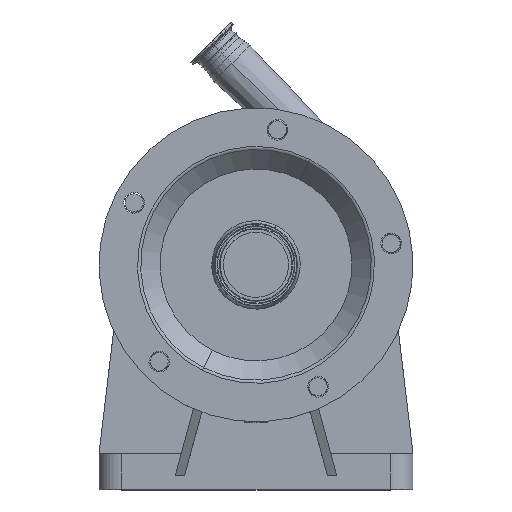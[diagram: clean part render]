
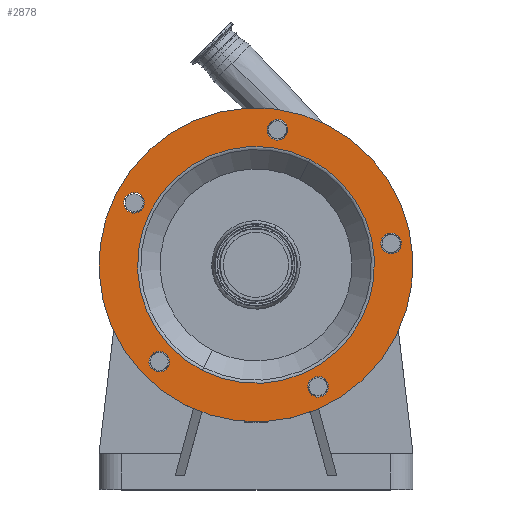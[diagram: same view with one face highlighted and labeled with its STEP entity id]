
A CAD part, top view. The second image highlights one B-rep face of the part: STEP entity #2878.
In plain terms, the highlighted planar face has unit normal (0, 0, 1).
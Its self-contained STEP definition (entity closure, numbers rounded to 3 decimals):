
#115 = ORIENTED_EDGE ( 'NONE', *, *, #1715, .T. ) ;
#144 = ORIENTED_EDGE ( 'NONE', *, *, #8390, .T. ) ;
#253 = EDGE_LOOP ( 'NONE', ( #12396, #12861 ) ) ;
#315 = ORIENTED_EDGE ( 'NONE', *, *, #1497, .F. ) ;
#477 = CARTESIAN_POINT ( 'NONE',  ( 145.402, 13.61, 289.5 ) ) ;
#493 = ORIENTED_EDGE ( 'NONE', *, *, #3664, .F. ) ;
#504 = ORIENTED_EDGE ( 'NONE', *, *, #2822, .F. ) ;
#559 = FACE_BOUND ( 'NONE', #8939, .T. ) ;
#609 = AXIS2_PLACEMENT_3D ( 'NONE', #12637, #6418, #13614 ) ;
#671 = CARTESIAN_POINT ( 'NONE',  ( 150.622, 23.856, 289.5 ) ) ;
#681 = CARTESIAN_POINT ( 'NONE',  ( 64.013, -146.125, 289.5 ) ) ;
#706 = ORIENTED_EDGE ( 'NONE', *, *, #1021, .F. ) ;
#917 = EDGE_CURVE ( 'NONE', #2858, #6846, #9926, .T. ) ;
#993 = PLANE ( 'NONE',  #10425 ) ;
#1021 = EDGE_CURVE ( 'NONE', #8623, #2781, #13898, .T. ) ;
#1072 = DIRECTION ( 'NONE',  ( -0.454, -0.891, 0. ) ) ;
#1116 = EDGE_CURVE ( 'NONE', #8106, #9323, #4831, .T. ) ;
#1125 = AXIS2_PLACEMENT_3D ( 'NONE', #3377, #11248, #4679 ) ;
#1228 = EDGE_CURVE ( 'NONE', #5314, #2183, #12358, .T. ) ;
#1236 = CIRCLE ( 'NONE', #1125, 175. ) ;
#1314 = EDGE_CURVE ( 'NONE', #5514, #5297, #2814, .T. ) ;
#1497 = EDGE_CURVE ( 'NONE', #13366, #10929, #4637, .T. ) ;
#1563 = VERTEX_POINT ( 'NONE', #10119 ) ;
#1715 = EDGE_CURVE ( 'NONE', #1563, #9198, #2207, .T. ) ;
#1827 = CARTESIAN_POINT ( 'NONE',  ( 0., 0., 289.5 ) ) ;
#1879 = AXIS2_PLACEMENT_3D ( 'NONE', #5788, #13089, #6912 ) ;
#1889 = CARTESIAN_POINT ( 'NONE',  ( -135.878, 69.234, 289.5 ) ) ;
#2183 = VERTEX_POINT ( 'NONE', #10422 ) ;
#2188 = DIRECTION ( 'NONE',  ( 0., 0., 1. ) ) ;
#2207 = CIRCLE ( 'NONE', #2673, 132.071 ) ;
#2264 = CIRCLE ( 'NONE', #4545, 11.5 ) ;
#2450 = AXIS2_PLACEMENT_3D ( 'NONE', #1889, #10075, #3146 ) ;
#2604 = CARTESIAN_POINT ( 'NONE',  ( 59.959, 117.676, 289.5 ) ) ;
#2632 = DIRECTION ( 'NONE',  ( 0., 0., 1. ) ) ;
#2673 = AXIS2_PLACEMENT_3D ( 'NONE', #14227, #8194, #1072 ) ;
#2781 = VERTEX_POINT ( 'NONE', #5627 ) ;
#2814 = CIRCLE ( 'NONE', #609, 11.5 ) ;
#2822 = EDGE_CURVE ( 'NONE', #2781, #8623, #8354, .T. ) ;
#2858 = VERTEX_POINT ( 'NONE', #5896 ) ;
#2878 = ADVANCED_FACE ( 'NONE', ( #7301, #12469, #3762, #559, #12184, #9536, #6632 ), #993, .F. ) ;
#2901 = CARTESIAN_POINT ( 'NONE',  ( 0., 0., 289.5 ) ) ;
#2986 = CARTESIAN_POINT ( 'NONE',  ( 23.856, 150.622, 289.5 ) ) ;
#3055 = EDGE_LOOP ( 'NONE', ( #504, #706 ) ) ;
#3080 = DIRECTION ( 'NONE',  ( -0.454, -0.891, 0. ) ) ;
#3146 = DIRECTION ( 'NONE',  ( 0.454, 0.891, 0. ) ) ;
#3377 = CARTESIAN_POINT ( 'NONE',  ( 0., 0., 289.5 ) ) ;
#3664 = EDGE_CURVE ( 'NONE', #10929, #13366, #1236, .T. ) ;
#3762 = FACE_BOUND ( 'NONE', #8999, .T. ) ;
#3783 = CARTESIAN_POINT ( 'NONE',  ( 18.635, 140.376, 289.5 ) ) ;
#3919 = DIRECTION ( 'NONE',  ( 0., 0., 1. ) ) ;
#4192 = DIRECTION ( 'NONE',  ( -0.454, -0.891, 0. ) ) ;
#4279 = DIRECTION ( 'NONE',  ( 0.454, 0.891, 0. ) ) ;
#4346 = CARTESIAN_POINT ( 'NONE',  ( 29.077, 160.869, 289.5 ) ) ;
#4545 = AXIS2_PLACEMENT_3D ( 'NONE', #4851, #12332, #6065 ) ;
#4564 = EDGE_CURVE ( 'NONE', #9323, #8106, #9462, .T. ) ;
#4637 = CIRCLE ( 'NONE', #7792, 175. ) ;
#4679 = DIRECTION ( 'NONE',  ( -0.454, -0.891, 0. ) ) ;
#4831 = CIRCLE ( 'NONE', #7316, 11.5 ) ;
#4851 = CARTESIAN_POINT ( 'NONE',  ( 69.234, -135.878, 289.5 ) ) ;
#5297 = VERTEX_POINT ( 'NONE', #11820 ) ;
#5314 = VERTEX_POINT ( 'NONE', #477 ) ;
#5362 = EDGE_CURVE ( 'NONE', #2183, #5314, #9593, .T. ) ;
#5427 = CIRCLE ( 'NONE', #10924, 11.5 ) ;
#5514 = VERTEX_POINT ( 'NONE', #681 ) ;
#5606 = CARTESIAN_POINT ( 'NONE',  ( -141.099, 58.987, 289.5 ) ) ;
#5627 = CARTESIAN_POINT ( 'NONE',  ( -130.658, 79.48, 289.5 ) ) ;
#5692 = CARTESIAN_POINT ( 'NONE',  ( -102.613, -97.587, 289.5 ) ) ;
#5788 = CARTESIAN_POINT ( 'NONE',  ( -135.878, 69.234, 289.5 ) ) ;
#5799 = DIRECTION ( 'NONE',  ( 0., 0., 1. ) ) ;
#5896 = CARTESIAN_POINT ( 'NONE',  ( -113.055, -118.08, 289.5 ) ) ;
#6065 = DIRECTION ( 'NONE',  ( 0.454, 0.891, 0. ) ) ;
#6176 = EDGE_CURVE ( 'NONE', #5297, #5514, #2264, .T. ) ;
#6414 = EDGE_LOOP ( 'NONE', ( #115, #144 ) ) ;
#6418 = DIRECTION ( 'NONE',  ( 0., 0., 1. ) ) ;
#6632 = FACE_BOUND ( 'NONE', #3055, .T. ) ;
#6846 = VERTEX_POINT ( 'NONE', #5692 ) ;
#6889 = DIRECTION ( 'NONE',  ( 0.454, 0.891, 0. ) ) ;
#6906 = EDGE_CURVE ( 'NONE', #6846, #2858, #5427, .T. ) ;
#6912 = DIRECTION ( 'NONE',  ( 0.454, 0.891, 0. ) ) ;
#7301 = FACE_BOUND ( 'NONE', #253, .T. ) ;
#7316 = AXIS2_PLACEMENT_3D ( 'NONE', #9256, #2188, #10323 ) ;
#7792 = AXIS2_PLACEMENT_3D ( 'NONE', #1827, #10018, #3080 ) ;
#8106 = VERTEX_POINT ( 'NONE', #3783 ) ;
#8111 = CARTESIAN_POINT ( 'NONE',  ( -155.926, 79.448, 289.5 ) ) ;
#8158 = DIRECTION ( 'NONE',  ( -0.454, -0.891, 0. ) ) ;
#8194 = DIRECTION ( 'NONE',  ( 0., 0., -1. ) ) ;
#8354 = CIRCLE ( 'NONE', #1879, 11.5 ) ;
#8390 = EDGE_CURVE ( 'NONE', #9198, #1563, #8410, .T. ) ;
#8410 = CIRCLE ( 'NONE', #9750, 132.071 ) ;
#8623 = VERTEX_POINT ( 'NONE', #5606 ) ;
#8624 = AXIS2_PLACEMENT_3D ( 'NONE', #9631, #2632, #10650 ) ;
#8939 = EDGE_LOOP ( 'NONE', ( #13935, #14117 ) ) ;
#8999 = EDGE_LOOP ( 'NONE', ( #13324, #13788 ) ) ;
#9066 = AXIS2_PLACEMENT_3D ( 'NONE', #2986, #10935, #4279 ) ;
#9113 = EDGE_LOOP ( 'NONE', ( #12873, #13193 ) ) ;
#9198 = VERTEX_POINT ( 'NONE', #2604 ) ;
#9256 = CARTESIAN_POINT ( 'NONE',  ( 23.856, 150.622, 289.5 ) ) ;
#9323 = VERTEX_POINT ( 'NONE', #4346 ) ;
#9462 = CIRCLE ( 'NONE', #9066, 11.5 ) ;
#9536 = FACE_OUTER_BOUND ( 'NONE', #11282, .T. ) ;
#9593 = CIRCLE ( 'NONE', #8624, 11.5 ) ;
#9631 = CARTESIAN_POINT ( 'NONE',  ( 150.622, 23.856, 289.5 ) ) ;
#9750 = AXIS2_PLACEMENT_3D ( 'NONE', #2901, #10869, #4192 ) ;
#9926 = CIRCLE ( 'NONE', #13095, 11.5 ) ;
#10006 = DIRECTION ( 'NONE',  ( 0., 0., 1. ) ) ;
#10018 = DIRECTION ( 'NONE',  ( 0., 0., -1. ) ) ;
#10075 = DIRECTION ( 'NONE',  ( 0., 0., 1. ) ) ;
#10119 = CARTESIAN_POINT ( 'NONE',  ( -59.959, -117.676, 289.5 ) ) ;
#10323 = DIRECTION ( 'NONE',  ( 0.454, 0.891, 0. ) ) ;
#10422 = CARTESIAN_POINT ( 'NONE',  ( 155.843, 34.103, 289.5 ) ) ;
#10425 = AXIS2_PLACEMENT_3D ( 'NONE', #8111, #14200, #8158 ) ;
#10650 = DIRECTION ( 'NONE',  ( 0.454, 0.891, 0. ) ) ;
#10662 = CARTESIAN_POINT ( 'NONE',  ( -107.834, -107.834, 289.5 ) ) ;
#10869 = DIRECTION ( 'NONE',  ( 0., 0., -1. ) ) ;
#10924 = AXIS2_PLACEMENT_3D ( 'NONE', #12114, #5799, #13099 ) ;
#10929 = VERTEX_POINT ( 'NONE', #13359 ) ;
#10935 = DIRECTION ( 'NONE',  ( 0., 0., 1. ) ) ;
#11248 = DIRECTION ( 'NONE',  ( 0., 0., -1. ) ) ;
#11282 = EDGE_LOOP ( 'NONE', ( #315, #493 ) ) ;
#11550 = AXIS2_PLACEMENT_3D ( 'NONE', #671, #10006, #6889 ) ;
#11652 = DIRECTION ( 'NONE',  ( 0.454, 0.891, 0. ) ) ;
#11820 = CARTESIAN_POINT ( 'NONE',  ( 74.454, -125.632, 289.5 ) ) ;
#12098 = CARTESIAN_POINT ( 'NONE',  ( -79.448, -155.926, 289.5 ) ) ;
#12114 = CARTESIAN_POINT ( 'NONE',  ( -107.834, -107.834, 289.5 ) ) ;
#12184 = FACE_BOUND ( 'NONE', #6414, .T. ) ;
#12332 = DIRECTION ( 'NONE',  ( 0., 0., 1. ) ) ;
#12358 = CIRCLE ( 'NONE', #11550, 11.5 ) ;
#12396 = ORIENTED_EDGE ( 'NONE', *, *, #6906, .F. ) ;
#12469 = FACE_BOUND ( 'NONE', #9113, .T. ) ;
#12637 = CARTESIAN_POINT ( 'NONE',  ( 69.234, -135.878, 289.5 ) ) ;
#12861 = ORIENTED_EDGE ( 'NONE', *, *, #917, .F. ) ;
#12873 = ORIENTED_EDGE ( 'NONE', *, *, #6176, .F. ) ;
#13089 = DIRECTION ( 'NONE',  ( 0., 0., 1. ) ) ;
#13095 = AXIS2_PLACEMENT_3D ( 'NONE', #10662, #3919, #11652 ) ;
#13099 = DIRECTION ( 'NONE',  ( 0.454, 0.891, 0. ) ) ;
#13193 = ORIENTED_EDGE ( 'NONE', *, *, #1314, .F. ) ;
#13324 = ORIENTED_EDGE ( 'NONE', *, *, #5362, .F. ) ;
#13359 = CARTESIAN_POINT ( 'NONE',  ( 79.448, 155.926, 289.5 ) ) ;
#13366 = VERTEX_POINT ( 'NONE', #12098 ) ;
#13614 = DIRECTION ( 'NONE',  ( 0.454, 0.891, 0. ) ) ;
#13788 = ORIENTED_EDGE ( 'NONE', *, *, #1228, .F. ) ;
#13898 = CIRCLE ( 'NONE', #2450, 11.5 ) ;
#13935 = ORIENTED_EDGE ( 'NONE', *, *, #4564, .F. ) ;
#14117 = ORIENTED_EDGE ( 'NONE', *, *, #1116, .F. ) ;
#14200 = DIRECTION ( 'NONE',  ( 0., 0., -1. ) ) ;
#14227 = CARTESIAN_POINT ( 'NONE',  ( 0., 0., 289.5 ) ) ;
